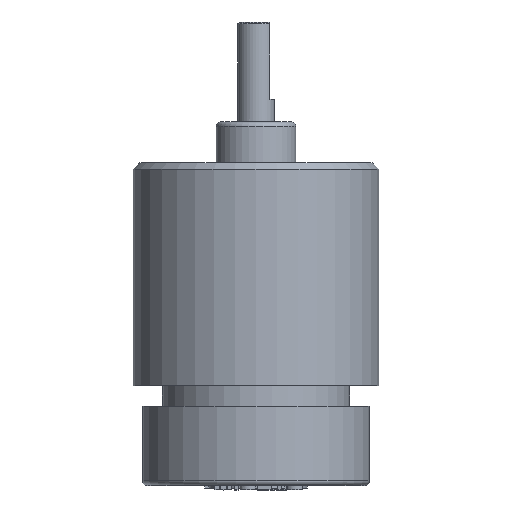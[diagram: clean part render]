
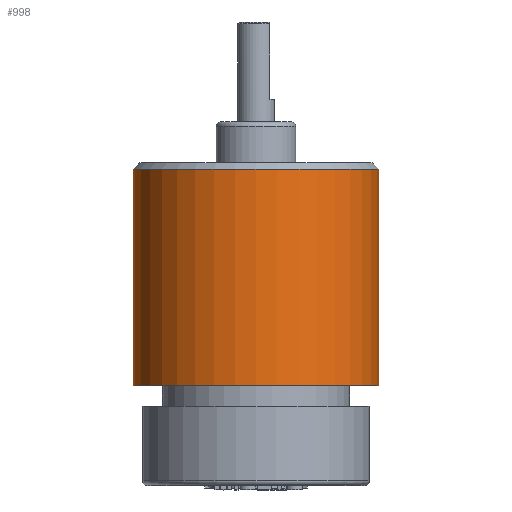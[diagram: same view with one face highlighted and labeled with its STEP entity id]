
A CAD part, top view. The second image highlights one B-rep face of the part: STEP entity #998.
In plain terms, the highlighted cylindrical face has radius 13.5 mm (diameter 27 mm), a full revolution.
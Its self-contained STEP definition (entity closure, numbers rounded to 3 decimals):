
#692=CYLINDRICAL_SURFACE('',#9847,13.5);
#998=ADVANCED_FACE('',(#1828,#1829),#692,.T.);
#1828=FACE_BOUND('',#2289,.T.);
#1829=FACE_BOUND('',#2290,.T.);
#2289=EDGE_LOOP('',(#4018));
#2290=EDGE_LOOP('',(#4019));
#3074=CIRCLE('',#9845,13.5);
#3075=CIRCLE('',#9846,13.5);
#4018=ORIENTED_EDGE('',*,*,#7236,.T.);
#4019=ORIENTED_EDGE('',*,*,#7237,.F.);
#6255=VERTEX_POINT('',#14301);
#6256=VERTEX_POINT('',#14303);
#7236=EDGE_CURVE('',#6255,#6255,#3074,.T.);
#7237=EDGE_CURVE('',#6256,#6256,#3075,.T.);
#9845=AXIS2_PLACEMENT_3D('',#14300,#11486,#11487);
#9846=AXIS2_PLACEMENT_3D('',#14302,#11488,#11489);
#9847=AXIS2_PLACEMENT_3D('',#14304,#11490,#11491);
#11486=DIRECTION('',(0.,-1.,0.));
#11487=DIRECTION('',(0.,0.,-1.));
#11488=DIRECTION('',(0.,-1.,0.));
#11489=DIRECTION('',(0.,0.,1.));
#11490=DIRECTION('',(0.,1.,0.));
#11491=DIRECTION('',(0.,0.,-1.));
#14300=CARTESIAN_POINT('',(-23.79,44.421,47.685));
#14301=CARTESIAN_POINT('',(-23.79,44.421,34.185));
#14302=CARTESIAN_POINT('',(-23.79,20.621,47.685));
#14303=CARTESIAN_POINT('',(-23.79,20.621,61.185));
#14304=CARTESIAN_POINT('',(-23.79,43.121,47.685));
